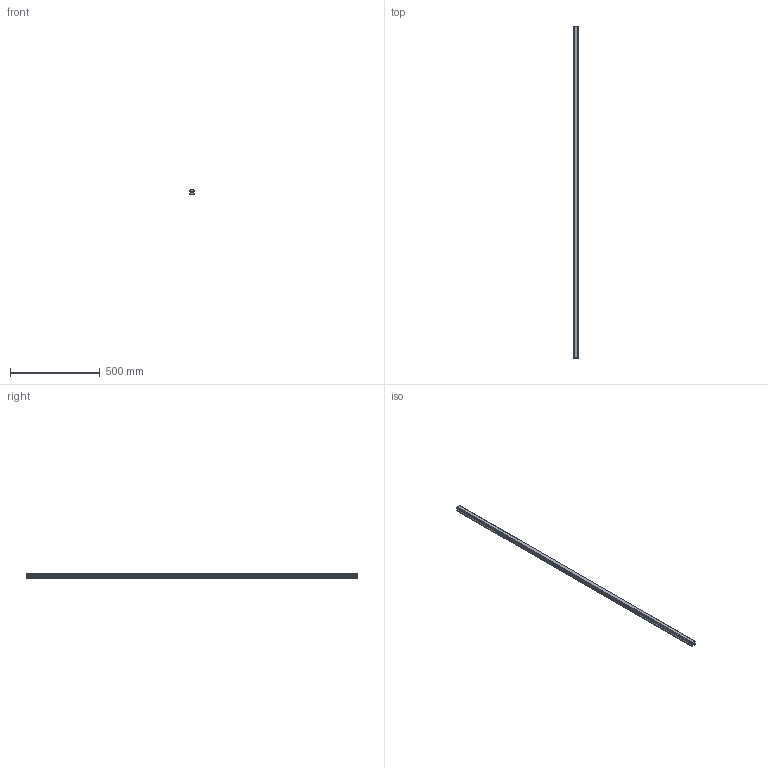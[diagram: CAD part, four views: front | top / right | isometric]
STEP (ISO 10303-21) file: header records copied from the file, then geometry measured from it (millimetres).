
FILE_DESCRIPTION(('STEP AP214'),'1');
FILE_NAME('cctmp_57E1ED5C-39D2-4934-BD29-6196FA66313D_2021_01_27_08_24_48_0378..stp','2021-01-27T07:24:48',('HIWIN GmbH'),('CADClick - www.CADClick.com'),'Spatial InterOp 3D',' ','unknown authorization');
FILE_SCHEMA(('AUTOMOTIVE_DESIGN'));
Length unit declared in the file: millimetre
Products named in the file (1): HGR30T1850C_FILE
Bounding box: 28 x 1850 x 26 mm (x, y, z)
Volume: 1122342.4 mm3; surface area: 213244.1 mm2
Topology: 1 solids, 1 shells, 207 faces, 557 edges, 333 vertices
Faces by surface type: plane 93, cylinder 68, cone 46
Entity records: 7777 total; most frequent: DIRECTION 1063, CARTESIAN_POINT 1052, ORIENTED_EDGE 1022, EDGE_CURVE 511, LINE 375, VECTOR 375, AXIS2_PLACEMENT_3D 344, VERTEX_POINT 333
